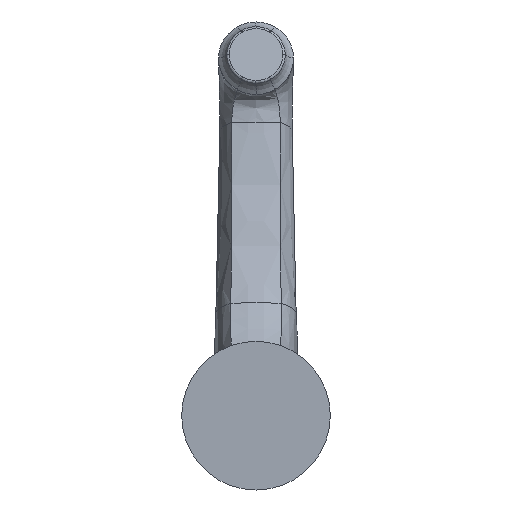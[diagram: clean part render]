
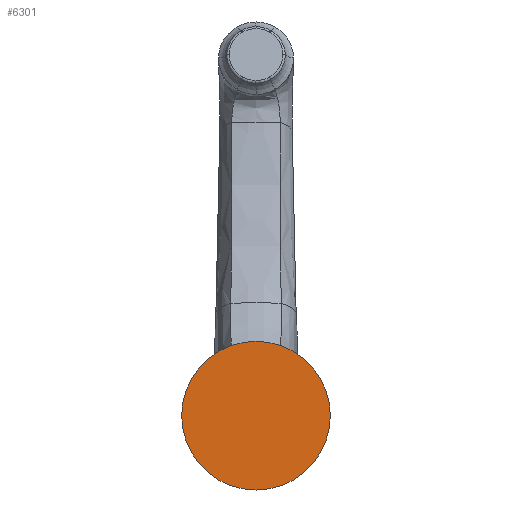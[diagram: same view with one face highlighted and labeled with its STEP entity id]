
A CAD part, front view. The second image highlights one B-rep face of the part: STEP entity #6301.
In plain terms, the highlighted planar face has unit normal (0, -1, 0).
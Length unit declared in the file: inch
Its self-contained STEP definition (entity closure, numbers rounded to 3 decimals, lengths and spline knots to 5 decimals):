
#1244=CARTESIAN_POINT('',(0.,-5.9575,0.));
#1245=DIRECTION('',(0.,-1.,0.));
#1246=DIRECTION('',(0.,0.,-1.));
#1247=AXIS2_PLACEMENT_3D('',#1244,#1245,#1246);
#1452=CARTESIAN_POINT('',(0.,-5.9575,0.));
#1453=DIRECTION('',(0.,1.,0.));
#1454=DIRECTION('',(0.,0.,-1.));
#1455=AXIS2_PLACEMENT_3D('',#1452,#1453,#1454);
#4212=CARTESIAN_POINT('',(0.,-5.9575,-1.15));
#4214=VERTEX_POINT('',#4212);
#4216=CARTESIAN_POINT('',(0.,-5.9575,1.15));
#4218=VERTEX_POINT('',#4216);
#6292=CARTESIAN_POINT('',(0.,-5.9575,0.));
#6293=DIRECTION('',(0.,-1.,0.));
#6294=DIRECTION('',(0.,0.,1.));
#6295=AXIS2_PLACEMENT_3D('',#6292,#6293,#6294);
#6296=PLANE('',#6295);
#6297=ORIENTED_EDGE('',*,*,#6262,.T.);
#6298=ORIENTED_EDGE('',*,*,#6116,.F.);
#6299=EDGE_LOOP('',(#6297,#6298));
#6300=FACE_OUTER_BOUND('',#6299,.F.);
#1248=CIRCLE('',#1247,1.15);
#1456=CIRCLE('',#1455,1.15);
#6116=EDGE_CURVE('',#4214,#4218,#1248,.T.);
#6262=EDGE_CURVE('',#4214,#4218,#1456,.T.);
#6301=ADVANCED_FACE('',(#6300),#6296,.T.);
